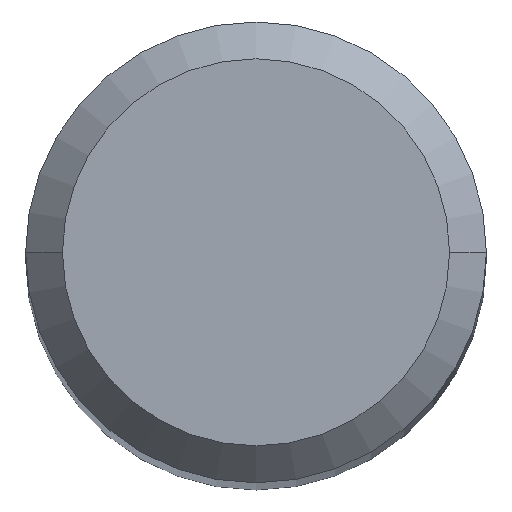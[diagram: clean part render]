
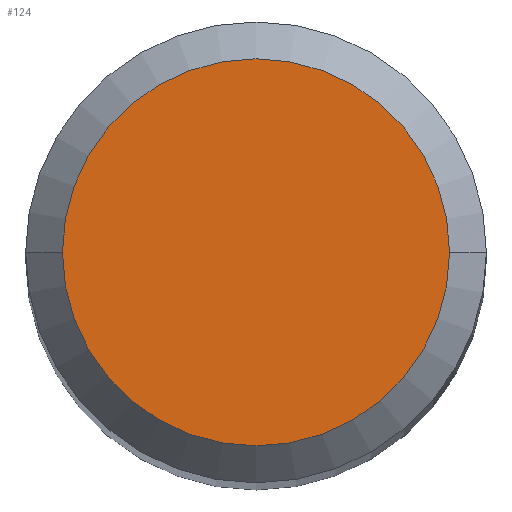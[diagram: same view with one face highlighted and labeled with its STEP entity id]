
A CAD part, top view. The second image highlights one B-rep face of the part: STEP entity #124.
In plain terms, the highlighted planar face has unit normal (0, 0, 1).
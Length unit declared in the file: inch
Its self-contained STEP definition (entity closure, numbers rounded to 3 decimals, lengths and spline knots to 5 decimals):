
#3 = VERTEX_POINT ( 'NONE', #120 ) ;
#4 = ORIENTED_EDGE ( 'NONE', *, *, #182, .T. ) ;
#15 = CIRCLE ( 'NONE', #161, 0.07875 ) ;
#35 = CARTESIAN_POINT ( 'NONE',  ( 0., 0., 2. ) ) ;
#53 = CARTESIAN_POINT ( 'NONE',  ( -0.07875, 0., 2. ) ) ;
#71 = CARTESIAN_POINT ( 'NONE',  ( 0., 0., 2. ) ) ;
#87 = CIRCLE ( 'NONE', #171, 0.07875 ) ;
#95 = ORIENTED_EDGE ( 'NONE', *, *, #128, .T. ) ;
#111 = DIRECTION ( 'NONE',  ( 1., 0., 0. ) ) ;
#119 = VERTEX_POINT ( 'NONE', #53 ) ;
#120 = CARTESIAN_POINT ( 'NONE',  ( 0.07875, 0., 2. ) ) ;
#124 = ADVANCED_FACE ( 'NONE', ( #194 ), #127, .T. ) ;
#127 = PLANE ( 'NONE',  #221 ) ;
#128 = EDGE_CURVE ( 'NONE', #3, #119, #87, .T. ) ;
#141 = EDGE_LOOP ( 'NONE', ( #4, #95 ) ) ;
#161 = AXIS2_PLACEMENT_3D ( 'NONE', #261, #264, #222 ) ;
#171 = AXIS2_PLACEMENT_3D ( 'NONE', #71, #172, #111 ) ;
#172 = DIRECTION ( 'NONE',  ( 0., 0., 1. ) ) ;
#182 = EDGE_CURVE ( 'NONE', #119, #3, #15, .T. ) ;
#194 = FACE_OUTER_BOUND ( 'NONE', #141, .T. ) ;
#200 = DIRECTION ( 'NONE',  ( 1., 0., 0. ) ) ;
#221 = AXIS2_PLACEMENT_3D ( 'NONE', #35, #259, #200 ) ;
#222 = DIRECTION ( 'NONE',  ( 1., 0., 0. ) ) ;
#259 = DIRECTION ( 'NONE',  ( 0., 0., 1. ) ) ;
#261 = CARTESIAN_POINT ( 'NONE',  ( 0., 0., 2. ) ) ;
#264 = DIRECTION ( 'NONE',  ( 0., 0., 1. ) ) ;
